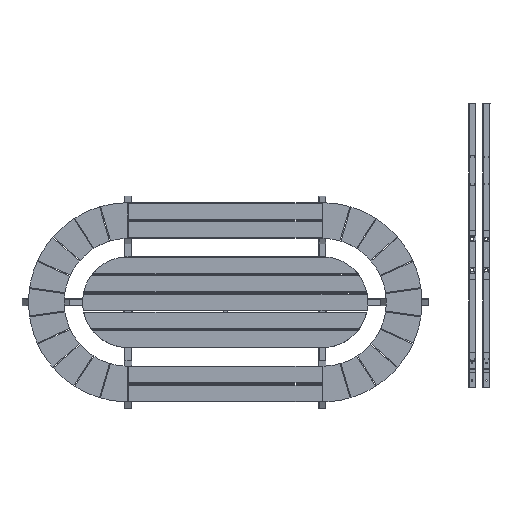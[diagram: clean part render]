
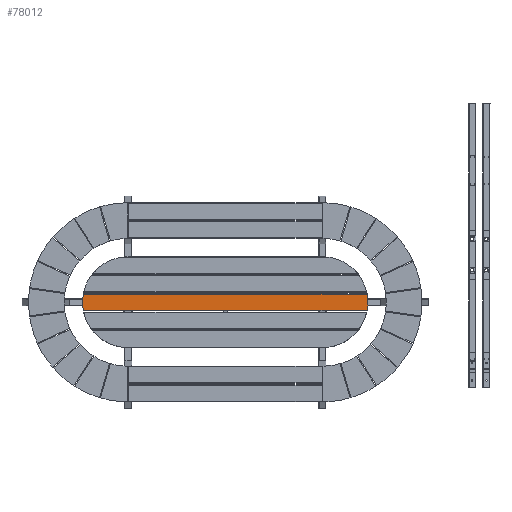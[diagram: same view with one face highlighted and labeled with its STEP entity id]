
A CAD part, top view. The second image highlights one B-rep face of the part: STEP entity #78012.
In plain terms, the highlighted face is planar.
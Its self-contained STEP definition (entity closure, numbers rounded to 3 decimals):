
#738=CIRCLE('',#75634,382.5);
#739=CIRCLE('',#75635,382.5);
#42049=ORIENTED_EDGE('',*,*,#52734,.F.);
#42050=ORIENTED_EDGE('',*,*,#52735,.T.);
#42051=ORIENTED_EDGE('',*,*,#52731,.T.);
#42052=ORIENTED_EDGE('',*,*,#52736,.T.);
#45333=VECTOR('',#63349,1.);
#45334=VECTOR('',#63352,1.);
#47309=LINE('',#71723,#45333);
#47310=LINE('',#71739,#45334);
#49575=VERTEX_POINT('',#71721);
#49576=VERTEX_POINT('',#71722);
#49577=VERTEX_POINT('',#71737);
#49578=VERTEX_POINT('',#71738);
#52731=EDGE_CURVE('',#49575,#49576,#47309,.T.);
#52734=EDGE_CURVE('',#49577,#49578,#47310,.T.);
#52735=EDGE_CURVE('',#49577,#49575,#738,.T.);
#52736=EDGE_CURVE('',#49576,#49578,#739,.T.);
#55125=EDGE_LOOP('',(#42049,#42050,#42051,#42052));
#57281=FACE_BOUND('',#55125,.T.);
#63349=DIRECTION('',(-2387.633,0.,0.));
#63350=DIRECTION('',(0.,0.,-1.));
#63351=DIRECTION('',(0.,1.,0.));
#63352=DIRECTION('',(-2387.633,0.,0.));
#63353=DIRECTION('',(0.,0.,-1.));
#63354=DIRECTION('',(0.,382.5,0.));
#63355=DIRECTION('',(0.,0.,-1.));
#63356=DIRECTION('',(0.,382.5,0.));
#71721=CARTESIAN_POINT('',(2693.816,-141.,-15.));
#71722=CARTESIAN_POINT('',(306.184,-141.,-15.));
#71723=CARTESIAN_POINT('',(2693.816,-141.,-15.));
#71736=CARTESIAN_POINT('',(3000.,-145.,-15.));
#71737=CARTESIAN_POINT('',(2693.816,-4.,-15.));
#71738=CARTESIAN_POINT('',(306.184,-4.,-15.));
#71739=CARTESIAN_POINT('',(2693.816,-4.,-15.));
#71740=CARTESIAN_POINT('',(2317.5,-72.5,-15.));
#71741=CARTESIAN_POINT('',(682.5,-72.5,-15.));
#75633=AXIS2_PLACEMENT_3D('',#71736,#63350,#63351);
#75634=AXIS2_PLACEMENT_3D('',#71740,#63353,#63354);
#75635=AXIS2_PLACEMENT_3D('',#71741,#63355,#63356);
#76899=PLANE('',#75633);
#78012=ADVANCED_FACE('',(#57281),#76899,.T.);
